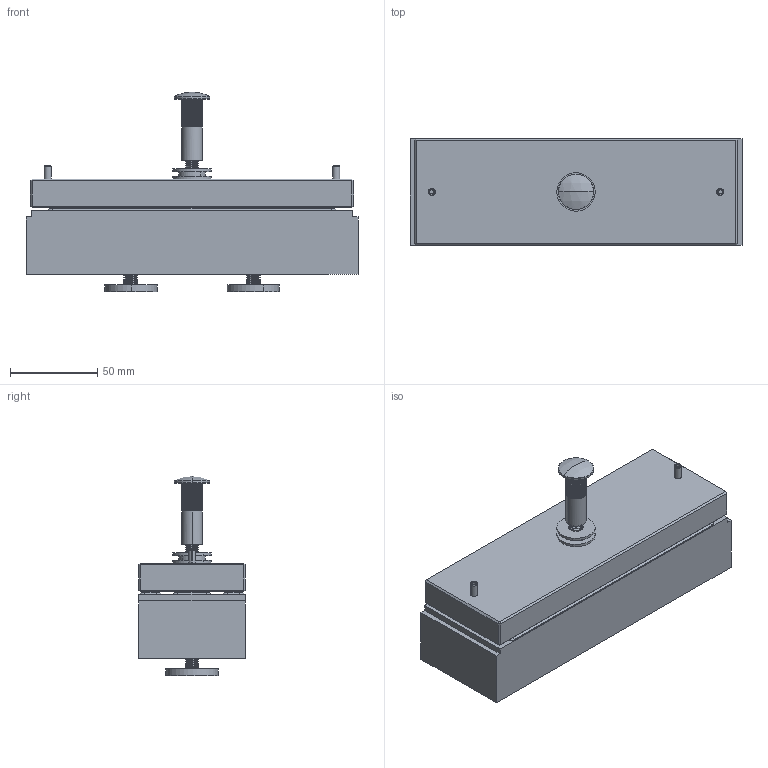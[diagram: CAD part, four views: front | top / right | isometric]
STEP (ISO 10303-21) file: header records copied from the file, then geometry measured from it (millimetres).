
FILE_DESCRIPTION (( 'STEP AP214' ), '1' );
FILE_NAME ('EF550ENCCTC CA.step', '2021-07-29T14:15:56', ( '' ), ( '' ), 'SwSTEP 2.0', 'SolidWorks 2020', '' );
FILE_SCHEMA (( 'AUTOMOTIVE_DESIGN' ));
Length unit declared in the file: millimetre
Products named in the file (12): EF550ENCCTC CA; MP0363-JACK WASHER-2; Group1; ISO 4026 - M8 x 40-S-1; FP0097-SCREW LOW PROFILE HEAD M8 x35-1; Group2; ISO 4026 - M8 x 40-S-2; FP0100-JOINT M8-1; FP0099-WASHER M8-2; MP0363-JACK WASHER-1; FP0098-MUSHROOM NUT-1; FP0099-WASHER M8-1
Assembly tree (11 placements, depth 2):
  EF550ENCCTC CA
    Group1
    Group2
    ISO 4026 - M8 x 40-S-2
    MP0363-JACK WASHER-1
    ISO 4026 - M8 x 40-S-1
    FP0100-JOINT M8-1
    FP0098-MUSHROOM NUT-1
    FP0099-WASHER M8-1
    FP0099-WASHER M8-2
    MP0363-JACK WASHER-2
    FP0097-SCREW LOW PROFILE HEAD M8 x35-1
Bounding box: 190 x 61 x 114.2 mm (x, y, z)
Volume: 625383.9 mm3; surface area: 88479.9 mm2
Topology: 11 solids, 11 shells, 891 faces, 2246 edges, 1389 vertices
Faces by surface type: cone 390, cylinder 264, plane 195, torus 40, sphere 2
Entity records: 28000 total; most frequent: DIRECTION 5138, CARTESIAN_POINT 4856, ORIENTED_EDGE 4484, EDGE_CURVE 2242, AXIS2_PLACEMENT_3D 2055, VERTEX_POINT 1389, CIRCLE 1150, VECTOR 1028
